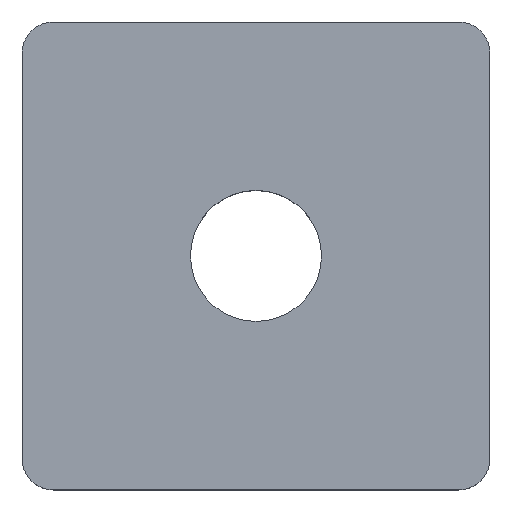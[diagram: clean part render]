
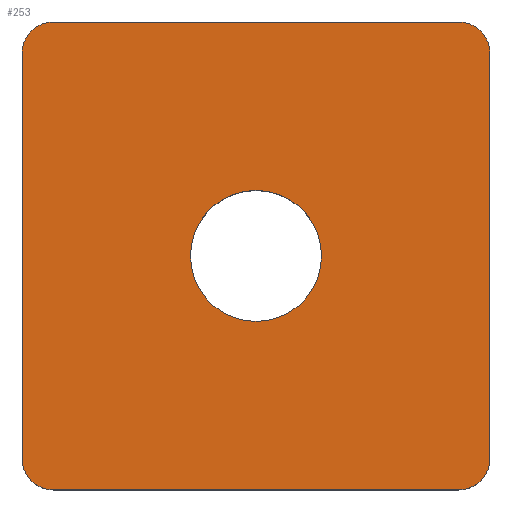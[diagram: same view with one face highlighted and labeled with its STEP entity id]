
A CAD part, top view. The second image highlights one B-rep face of the part: STEP entity #253.
In plain terms, the highlighted planar face has unit normal (0, 0, 1).
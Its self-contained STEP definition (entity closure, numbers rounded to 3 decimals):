
#18=CARTESIAN_POINT('',(-2.1,0.0,0.));
#19=VERTEX_POINT('',#18);
#26=CARTESIAN_POINT('',(2.1,0.0,0.));
#27=VERTEX_POINT('',#26);
#28=CARTESIAN_POINT('',(0.,0.0,0.));
#29=DIRECTION('',(0.0,0.0,1.0));
#30=DIRECTION('',(0.0,1.0,0.0));
#31=AXIS2_PLACEMENT_3D('',#28,#29,#30);
#32=CIRCLE('',#31,2.1);
#33=EDGE_CURVE('',#19,#27,#32,.T.);
#49=CARTESIAN_POINT('',(-7.5,6.5,0.));
#50=VERTEX_POINT('',#49);
#51=CARTESIAN_POINT('',(-7.5,-6.5,0.));
#52=VERTEX_POINT('',#51);
#53=CARTESIAN_POINT('',(-7.5,6.5,0.));
#54=DIRECTION('',(0.0,-1.0,0.0));
#55=VECTOR('',#54,13.);
#56=LINE('',#53,#55);
#57=EDGE_CURVE('',#50,#52,#56,.T.);
#99=CARTESIAN_POINT('',(6.5,-7.5,0.));
#100=VERTEX_POINT('',#99);
#107=CARTESIAN_POINT('',(-6.5,-7.5,0.));
#108=VERTEX_POINT('',#107);
#109=CARTESIAN_POINT('',(-6.5,-7.5,0.));
#110=DIRECTION('',(1.0,0.0,0.0));
#111=VECTOR('',#110,13.);
#112=LINE('',#109,#111);
#113=EDGE_CURVE('',#108,#100,#112,.T.);
#139=CARTESIAN_POINT('',(7.5,6.5,0.));
#140=VERTEX_POINT('',#139);
#147=CARTESIAN_POINT('',(7.5,-6.5,0.));
#148=VERTEX_POINT('',#147);
#149=CARTESIAN_POINT('',(7.5,-6.5,0.));
#150=DIRECTION('',(0.0,1.0,0.0));
#151=VECTOR('',#150,13.);
#152=LINE('',#149,#151);
#153=EDGE_CURVE('',#148,#140,#152,.T.);
#169=CARTESIAN_POINT('',(6.5,7.5,0.));
#170=VERTEX_POINT('',#169);
#171=CARTESIAN_POINT('',(-6.5,7.5,0.));
#172=VERTEX_POINT('',#171);
#173=CARTESIAN_POINT('',(6.5,7.5,0.));
#174=DIRECTION('',(-1.0,0.0,0.0));
#175=VECTOR('',#174,13.);
#176=LINE('',#173,#175);
#177=EDGE_CURVE('',#170,#172,#176,.T.);
#204=CARTESIAN_POINT('',(-8.25,-8.25,0.));
#205=DIRECTION('',(0.0,0.0,1.0));
#206=DIRECTION('',(1.0,0.0,0.0));
#207=AXIS2_PLACEMENT_3D('',#204,#205,#206);
#208=PLANE('',#207);
#209=ORIENTED_EDGE('',*,*,#153,.T.);
#210=CARTESIAN_POINT('',(6.5,6.5,0.));
#211=DIRECTION('',(0.0,0.0,1.0));
#212=DIRECTION('',(1.0,0.0,0.0));
#213=AXIS2_PLACEMENT_3D('',#210,#211,#212);
#214=CIRCLE('',#213,1.);
#215=EDGE_CURVE('',#140,#170,#214,.T.);
#216=ORIENTED_EDGE('',*,*,#215,.T.);
#217=ORIENTED_EDGE('',*,*,#177,.T.);
#218=CARTESIAN_POINT('',(-6.5,6.5,0.));
#219=DIRECTION('',(0.0,0.0,1.0));
#220=DIRECTION('',(1.0,0.0,0.0));
#221=AXIS2_PLACEMENT_3D('',#218,#219,#220);
#222=CIRCLE('',#221,1.);
#223=EDGE_CURVE('',#172,#50,#222,.T.);
#224=ORIENTED_EDGE('',*,*,#223,.T.);
#225=ORIENTED_EDGE('',*,*,#57,.T.);
#226=CARTESIAN_POINT('',(-6.5,-6.5,0.));
#227=DIRECTION('',(0.0,0.0,1.0));
#228=DIRECTION('',(1.0,0.0,0.0));
#229=AXIS2_PLACEMENT_3D('',#226,#227,#228);
#230=CIRCLE('',#229,1.);
#231=EDGE_CURVE('',#52,#108,#230,.T.);
#232=ORIENTED_EDGE('',*,*,#231,.T.);
#233=ORIENTED_EDGE('',*,*,#113,.T.);
#234=CARTESIAN_POINT('',(6.5,-6.5,0.));
#235=DIRECTION('',(0.0,0.0,1.0));
#236=DIRECTION('',(1.0,0.0,0.0));
#237=AXIS2_PLACEMENT_3D('',#234,#235,#236);
#238=CIRCLE('',#237,1.);
#239=EDGE_CURVE('',#100,#148,#238,.T.);
#240=ORIENTED_EDGE('',*,*,#239,.T.);
#241=EDGE_LOOP('',(#209,#216,#217,#224,#225,#232,#233,#240));
#242=FACE_OUTER_BOUND('',#241,.T.);
#243=CARTESIAN_POINT('',(0.,0.0,0.));
#244=DIRECTION('',(0.0,0.0,1.0));
#245=DIRECTION('',(0.0,1.0,0.0));
#246=AXIS2_PLACEMENT_3D('',#243,#244,#245);
#247=CIRCLE('',#246,2.1);
#248=EDGE_CURVE('',#27,#19,#247,.T.);
#249=ORIENTED_EDGE('',*,*,#248,.F.);
#250=ORIENTED_EDGE('',*,*,#33,.F.);
#251=EDGE_LOOP('',(#249,#250));
#252=FACE_BOUND('',#251,.T.);
#253=ADVANCED_FACE('',(#242,#252),#208,.T.);
